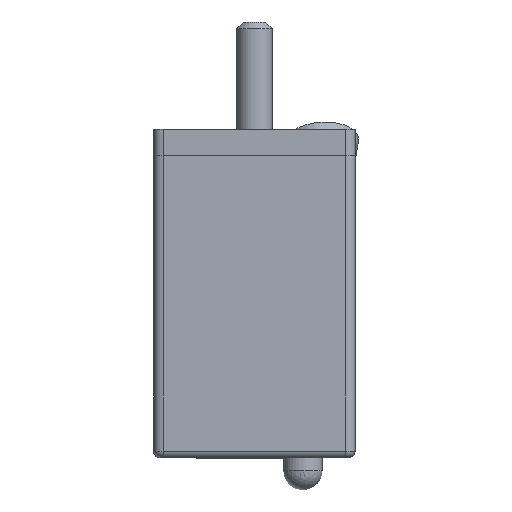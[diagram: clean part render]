
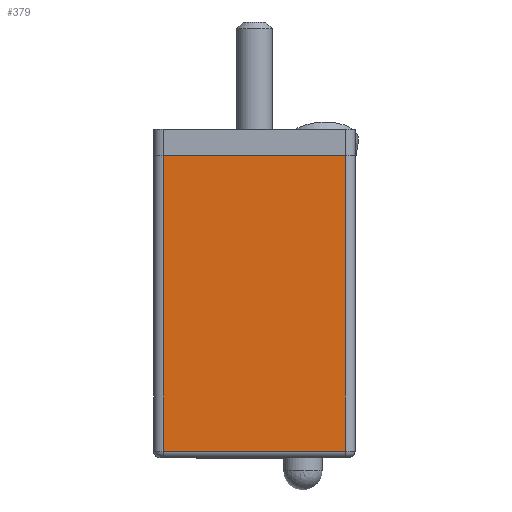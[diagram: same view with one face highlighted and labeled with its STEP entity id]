
A CAD part, left-side view. The second image highlights one B-rep face of the part: STEP entity #379.
In plain terms, the highlighted planar face has unit normal (-1, 0, 0).
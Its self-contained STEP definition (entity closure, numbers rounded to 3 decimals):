
#379 = ADVANCED_FACE ( 'NONE', ( #4968 ), #5939, .F. ) ;
#526 = VECTOR ( 'NONE', #9624, 1000. ) ;
#534 = VECTOR ( 'NONE', #9625, 1000. ) ;
#535 = VECTOR ( 'NONE', #9634, 1000. ) ;
#670 = VECTOR ( 'NONE', #2055, 1000. ) ;
#1855 = EDGE_CURVE ( 'NONE', #7993, #7994, #7489, .T. ) ;
#1894 = EDGE_CURVE ( 'NONE', #8028, #8027, #7520, .T. ) ;
#1896 = EDGE_CURVE ( 'NONE', #8027, #7994, #7521, .T. ) ;
#1897 = EDGE_CURVE ( 'NONE', #8028, #7993, #7522, .T. ) ;
#2040 = CARTESIAN_POINT ( 'NONE',  ( -7.8, -7., 11.625 ) ) ;
#2055 = DIRECTION ( 'NONE',  ( 0., 0., -1. ) ) ;
#3536 = AXIS2_PLACEMENT_3D ( 'NONE', #5938, #5935, #5934 ) ;
#4968 = FACE_OUTER_BOUND ( 'NONE', #5452, .T. ) ;
#5235 = ORIENTED_EDGE ( 'NONE', *, *, #1894, .T. ) ;
#5236 = ORIENTED_EDGE ( 'NONE', *, *, #1855, .F. ) ;
#5237 = ORIENTED_EDGE ( 'NONE', *, *, #1896, .T. ) ;
#5238 = ORIENTED_EDGE ( 'NONE', *, *, #1897, .F. ) ;
#5452 = EDGE_LOOP ( 'NONE', ( #5235, #5237, #5236, #5238 ) ) ;
#5934 = DIRECTION ( 'NONE',  ( 0., 1., 0. ) ) ;
#5935 = DIRECTION ( 'NONE',  ( 1., 0., 0. ) ) ;
#5938 = CARTESIAN_POINT ( 'NONE',  ( -7.8, -7., 11.625 ) ) ;
#5939 = PLANE ( 'NONE',  #3536 ) ;
#7489 = LINE ( 'NONE', #2040, #670 ) ;
#7520 = LINE ( 'NONE', #9644, #526 ) ;
#7521 = LINE ( 'NONE', #9646, #535 ) ;
#7522 = LINE ( 'NONE', #9633, #534 ) ;
#7993 = VERTEX_POINT ( 'NONE', #9886 ) ;
#7994 = VERTEX_POINT ( 'NONE', #9887 ) ;
#8027 = VERTEX_POINT ( 'NONE', #9855 ) ;
#8028 = VERTEX_POINT ( 'NONE', #9856 ) ;
#9624 = DIRECTION ( 'NONE',  ( 0., 0., -1. ) ) ;
#9625 = DIRECTION ( 'NONE',  ( 0., -1., 0. ) ) ;
#9633 = CARTESIAN_POINT ( 'NONE',  ( -7.8, -7., 11.625 ) ) ;
#9634 = DIRECTION ( 'NONE',  ( 0., -1., 0. ) ) ;
#9644 = CARTESIAN_POINT ( 'NONE',  ( -7.8, 7., 11.625 ) ) ;
#9646 = CARTESIAN_POINT ( 'NONE',  ( -7.8, -7., -11.125 ) ) ;
#9855 = CARTESIAN_POINT ( 'NONE',  ( -7.8, 7., -11.125 ) ) ;
#9856 = CARTESIAN_POINT ( 'NONE',  ( -7.8, 7., 11.625 ) ) ;
#9886 = CARTESIAN_POINT ( 'NONE',  ( -7.8, -7., 11.625 ) ) ;
#9887 = CARTESIAN_POINT ( 'NONE',  ( -7.8, -7., -11.125 ) ) ;
